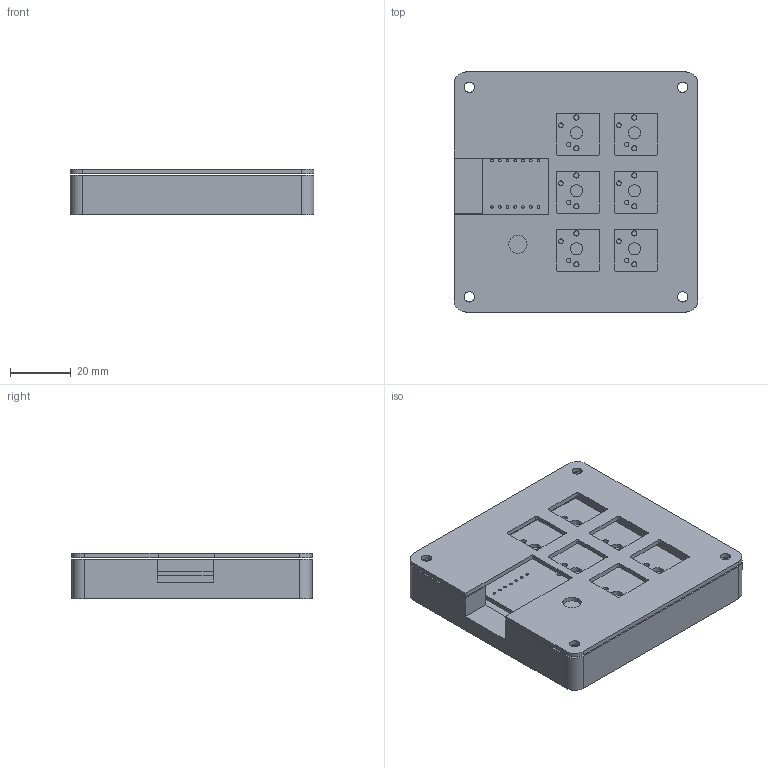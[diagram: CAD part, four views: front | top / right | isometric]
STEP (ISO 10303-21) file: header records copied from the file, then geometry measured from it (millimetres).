
FILE_DESCRIPTION(/* description */ ('KiCad electronic assembly'),/* implementation_level */ '2;1');
FILE_NAME(/* name */ 'Bdogs keypad.step',/* time_stamp */ '2025-12-29T07:52:30-07:00',/* author */ (''),/* organization */ (''),/* preprocessor_version */ 'ST-DEVELOPER v20.1',/* originating_system */ 'Autodesk Translation Framework v14.21.0.0',/* authorisation */ '');
FILE_SCHEMA (('AUTOMOTIVE_DESIGN { 1 0 10303 214 3 1 1 }'));
Length unit declared in the file: millimetre
Products named in the file (5): 2025-12-27-21-15-42-716; 2025-12-27-21-15-42-718; 2025-12-27-21-15-42-717; 2025-12-27-13-20-05-992; 2025-12-26-22-36-37-464
Assembly tree (5 placements, depth 2):
  2025-12-27-21-15-42-716
    2025-12-27-21-15-42-717  x2
    2025-12-27-21-15-42-718
    2025-12-27-13-20-05-992
    2025-12-26-22-36-37-464
Bounding box: 80.14 x 78.93 x 14.99 mm (x, y, z)
Volume: 56504.2 mm3; surface area: 37373.4 mm2
Topology: 5 solids, 5 shells, 582 faces, 1634 edges, 1080 vertices
Faces by surface type: plane 228, bspline 210, cylinder 142, cone 2
Full cylindrical faces by diameter (mm): 0.889 x14, 1 x5, 1.5 x12, 1.7 x12, 3.333 x2, 3.4 x8, 4 x6, 6 x5
Entity records: 19042 total; most frequent: CARTESIAN_POINT 6491, ORIENTED_EDGE 2882, DIRECTION 1885, EDGE_CURVE 1441, VERTEX_POINT 956, LINE 785, VECTOR 785, EDGE_LOOP 675
